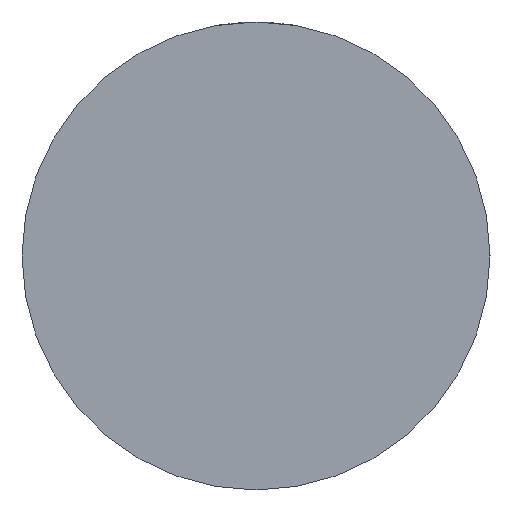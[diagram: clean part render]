
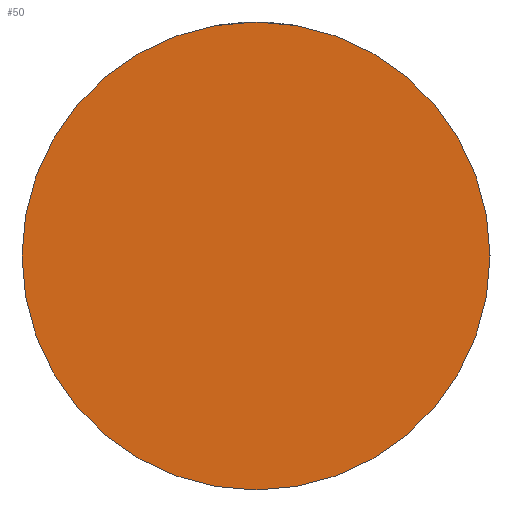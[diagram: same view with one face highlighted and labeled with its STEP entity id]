
A CAD part, left-side view. The second image highlights one B-rep face of the part: STEP entity #50.
In plain terms, the highlighted planar face has unit normal (-1, 0, 0).
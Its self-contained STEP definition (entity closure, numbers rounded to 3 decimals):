
#50 = ADVANCED_FACE( '', ( #118 ), #119, .F. );
#118 = FACE_OUTER_BOUND( '', #207, .T. );
#119 = PLANE( '', #208 );
#207 = EDGE_LOOP( '', ( #295 ) );
#208 = AXIS2_PLACEMENT_3D( '', #296, #297, #298 );
#295 = ORIENTED_EDGE( '', *, *, #478, .F. );
#296 = CARTESIAN_POINT( '', ( -800., 0., 0. ) );
#297 = DIRECTION( '', ( 1., 0., 0. ) );
#298 = DIRECTION( '', ( 0., 0., -1. ) );
#478 = EDGE_CURVE( '', #553, #553, #554, .T. );
#553 = VERTEX_POINT( '', #659 );
#554 = CIRCLE( '', #660, 25. );
#659 = CARTESIAN_POINT( '', ( -800., 0., -25. ) );
#660 = AXIS2_PLACEMENT_3D( '', #841, #842, #843 );
#841 = CARTESIAN_POINT( '', ( -800., 0., 0. ) );
#842 = DIRECTION( '', ( 1., 0., 0. ) );
#843 = DIRECTION( '', ( 0., 0., -1. ) );
